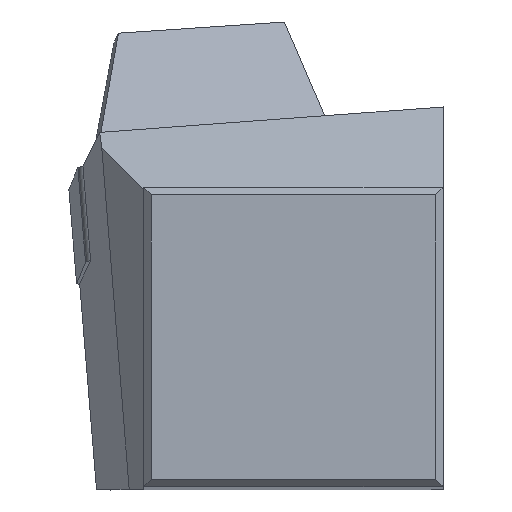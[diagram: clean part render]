
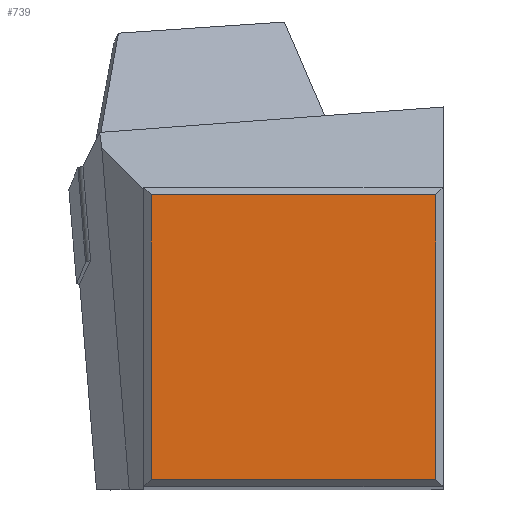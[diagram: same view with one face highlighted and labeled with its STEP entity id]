
A CAD part, top view. The second image highlights one B-rep face of the part: STEP entity #739.
In plain terms, the highlighted planar face has unit normal (0, 0, 1).
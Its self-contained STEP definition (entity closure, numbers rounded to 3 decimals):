
#112=DIRECTION('',(-1.,0.,0.));
#113=VECTOR('',#112,19.);
#114=CARTESIAN_POINT('',(-0.5,19.5,0.));
#115=LINE('',#114,#113);
#119=DIRECTION('',(0.,1.,0.));
#120=VECTOR('',#119,19.);
#121=CARTESIAN_POINT('',(-0.5,0.5,0.));
#122=LINE('',#121,#120);
#126=DIRECTION('',(1.,0.,0.));
#127=VECTOR('',#126,19.);
#128=CARTESIAN_POINT('',(-19.5,0.5,0.));
#129=LINE('',#128,#127);
#133=DIRECTION('',(0.,-1.,0.));
#134=VECTOR('',#133,19.);
#135=CARTESIAN_POINT('',(-19.5,19.5,0.));
#136=LINE('',#135,#134);
#642=CARTESIAN_POINT('',(-0.5,19.5,0.));
#643=CARTESIAN_POINT('',(-19.5,19.5,0.));
#644=VERTEX_POINT('',#642);
#645=VERTEX_POINT('',#643);
#652=CARTESIAN_POINT('',(-0.5,0.5,0.));
#653=VERTEX_POINT('',#652);
#656=CARTESIAN_POINT('',(-19.5,0.5,0.));
#657=VERTEX_POINT('',#656);
#724=CARTESIAN_POINT('',(0.,0.,0.));
#725=DIRECTION('',(0.,0.,-1.));
#726=DIRECTION('',(0.,1.,0.));
#727=AXIS2_PLACEMENT_3D('',#724,#725,#726);
#728=PLANE('',#727);
#730=ORIENTED_EDGE('',*,*,#729,.F.);
#732=ORIENTED_EDGE('',*,*,#731,.F.);
#734=ORIENTED_EDGE('',*,*,#733,.F.);
#736=ORIENTED_EDGE('',*,*,#735,.F.);
#737=EDGE_LOOP('',(#730,#732,#734,#736));
#738=FACE_OUTER_BOUND('',#737,.F.);
#729=EDGE_CURVE('',#644,#645,#115,.T.);
#731=EDGE_CURVE('',#653,#644,#122,.T.);
#733=EDGE_CURVE('',#657,#653,#129,.T.);
#735=EDGE_CURVE('',#645,#657,#136,.T.);
#739=ADVANCED_FACE('',(#738),#728,.F.);
